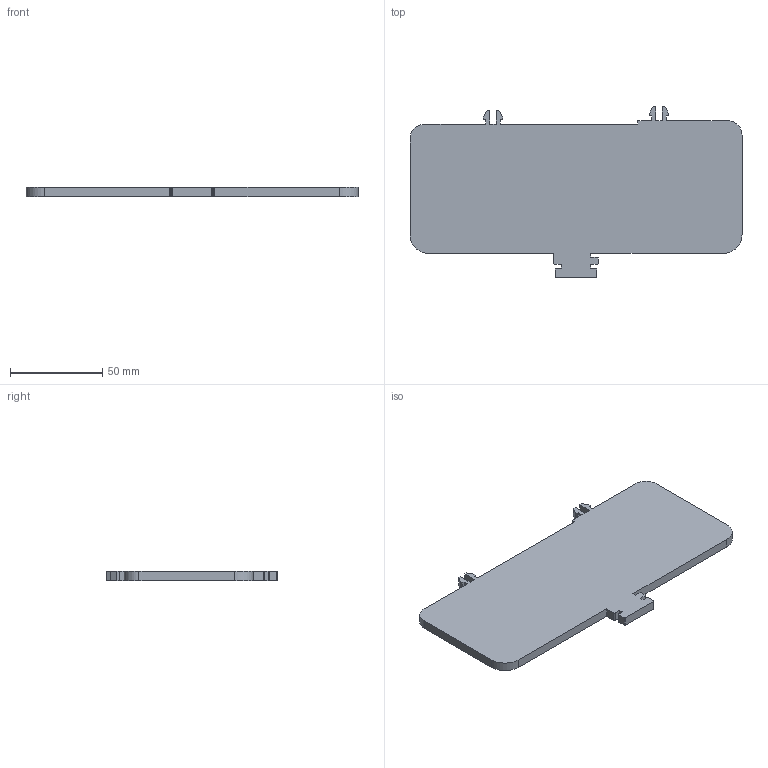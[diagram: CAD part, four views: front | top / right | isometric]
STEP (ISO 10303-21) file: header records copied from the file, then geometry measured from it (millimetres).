
FILE_DESCRIPTION(('Creo Elements/Direct Modeling STEP Export'),'2;1');
FILE_NAME('SPS1.stp','2012-06-01T11:02:12',(''),(''),'Creo Elements/Direct Modeling STEP processor for AP214 (Solid Model)','Creo Elements/Direct Modeling 18.0B 02-Dec-2011 (C) Parametric Technology GmbH','');
FILE_SCHEMA(('AUTOMOTIVE_DESIGN { 1 0 10303 214 1 1 1 1 }'));
Length unit declared in the file: millimetre
Products named in the file (2): SPS1
Assembly tree (1 placements, depth 2):
  SPS1
    SPS1
Bounding box: 180 x 92.5 x 5 mm (x, y, z)
Volume: 64995 mm3; surface area: 28987.5 mm2
Topology: 1 solids, 1 shells, 61 faces, 177 edges, 118 vertices
Faces by surface type: plane 50, cylinder 11
Entity records: 1973 total; most frequent: ORIENTED_EDGE 354, CARTESIAN_POINT 343, DIRECTION 305, EDGE_CURVE 177, VECTOR 145, LINE 145, VERTEX_POINT 118, AXIS2_PLACEMENT_3D 80
